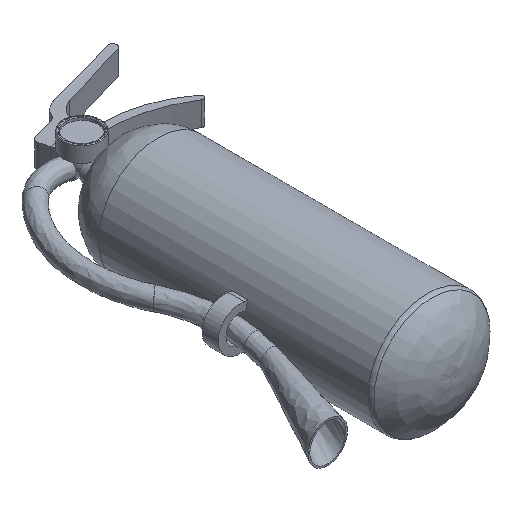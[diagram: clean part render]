
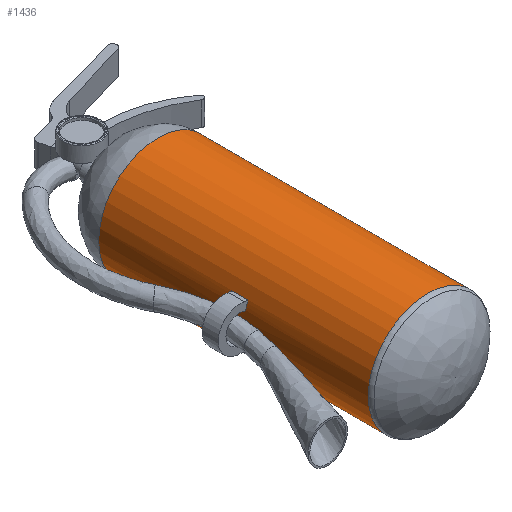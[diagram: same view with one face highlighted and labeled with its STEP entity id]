
A CAD part, isometric view. The second image highlights one B-rep face of the part: STEP entity #1436.
In plain terms, the highlighted cylindrical face has radius 37 mm (diameter 74 mm), a full revolution.
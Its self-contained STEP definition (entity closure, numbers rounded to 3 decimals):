
#42=CYLINDRICAL_SURFACE('',#1557,37.);
#86=CIRCLE('',#1558,37.);
#87=CIRCLE('',#1559,37.);
#88=CIRCLE('',#1560,37.);
#89=CIRCLE('',#1561,37.);
#90=CIRCLE('',#1562,37.);
#91=CIRCLE('',#1563,37.);
#92=CIRCLE('',#1564,37.);
#178=FACE_BOUND('',#313,.T.);
#179=FACE_BOUND('',#314,.T.);
#180=FACE_BOUND('',#315,.T.);
#181=FACE_BOUND('',#316,.T.);
#201=B_SPLINE_CURVE_WITH_KNOTS('',3,(#2248,#2249,#2250,#2251,#2252,#2253,
#2254,#2255,#2256,#2257,#2258,#2259,#2260,#2261,#2262,#2263,#2264,#2265,
#2266,#2267,#2268,#2269,#2270,#2271,#2272,#2273,#2274,#2275,#2276,#2277,
#2278,#2279,#2280,#2281,#2282,#2283,#2284,#2285,#2286,#2287,#2288,#2289),
 .UNSPECIFIED.,.T.,.F.,(4,2,2,2,2,2,2,2,2,2,2,2,2,2,2,2,2,2,2,2,4),(0.,
0.223,0.952,1.719,1.938,2.003,
2.032,2.054,2.076,2.107,2.162,
2.399,3.212,3.872,4.076,4.139,
4.173,4.2,4.229,4.27,4.309),
 .UNSPECIFIED.);
#225=FACE_OUTER_BOUND('',#312,.T.);
#312=EDGE_LOOP('',(#965));
#313=EDGE_LOOP('',(#966,#967));
#314=EDGE_LOOP('',(#968));
#315=EDGE_LOOP('',(#969,#970,#971,#972));
#316=EDGE_LOOP('',(#973,#974,#975,#976));
#421=LINE('',#2218,#501);
#425=LINE('',#2227,#505);
#429=LINE('',#2294,#509);
#430=LINE('',#2297,#510);
#501=VECTOR('',#1758,10.);
#505=VECTOR('',#1764,10.);
#509=VECTOR('',#1786,10.);
#510=VECTOR('',#1789,10.);
#592=VERTEX_POINT('',#2216);
#593=VERTEX_POINT('',#2217);
#596=VERTEX_POINT('',#2225);
#597=VERTEX_POINT('',#2226);
#603=VERTEX_POINT('',#2241);
#604=VERTEX_POINT('',#2243);
#605=VERTEX_POINT('',#2244);
#606=VERTEX_POINT('',#2247);
#607=VERTEX_POINT('',#2290);
#608=VERTEX_POINT('',#2291);
#609=VERTEX_POINT('',#2293);
#610=VERTEX_POINT('',#2295);
#742=EDGE_CURVE('',#592,#593,#421,.T.);
#746=EDGE_CURVE('',#596,#597,#425,.T.);
#753=EDGE_CURVE('',#603,#603,#86,.T.);
#754=EDGE_CURVE('',#604,#605,#87,.T.);
#755=EDGE_CURVE('',#605,#604,#88,.T.);
#756=EDGE_CURVE('',#606,#606,#201,.T.);
#757=EDGE_CURVE('',#607,#608,#89,.T.);
#758=EDGE_CURVE('',#608,#609,#429,.T.);
#759=EDGE_CURVE('',#609,#610,#90,.T.);
#760=EDGE_CURVE('',#610,#607,#430,.T.);
#761=EDGE_CURVE('',#597,#592,#91,.T.);
#762=EDGE_CURVE('',#593,#596,#92,.T.);
#965=ORIENTED_EDGE('',*,*,#753,.F.);
#966=ORIENTED_EDGE('',*,*,#754,.T.);
#967=ORIENTED_EDGE('',*,*,#755,.T.);
#968=ORIENTED_EDGE('',*,*,#756,.T.);
#969=ORIENTED_EDGE('',*,*,#757,.T.);
#970=ORIENTED_EDGE('',*,*,#758,.T.);
#971=ORIENTED_EDGE('',*,*,#759,.T.);
#972=ORIENTED_EDGE('',*,*,#760,.T.);
#973=ORIENTED_EDGE('',*,*,#761,.T.);
#974=ORIENTED_EDGE('',*,*,#742,.T.);
#975=ORIENTED_EDGE('',*,*,#762,.T.);
#976=ORIENTED_EDGE('',*,*,#746,.T.);
#1436=ADVANCED_FACE('',(#225,#178,#179,#180,#181),#42,.T.);
#1557=AXIS2_PLACEMENT_3D('',#2240,#1776,#1777);
#1558=AXIS2_PLACEMENT_3D('',#2242,#1778,#1779);
#1559=AXIS2_PLACEMENT_3D('',#2245,#1780,#1781);
#1560=AXIS2_PLACEMENT_3D('',#2246,#1782,#1783);
#1561=AXIS2_PLACEMENT_3D('',#2292,#1784,#1785);
#1562=AXIS2_PLACEMENT_3D('',#2296,#1787,#1788);
#1563=AXIS2_PLACEMENT_3D('',#2298,#1790,#1791);
#1564=AXIS2_PLACEMENT_3D('',#2299,#1792,#1793);
#1758=DIRECTION('',(0.,1.,0.));
#1764=DIRECTION('',(0.,-1.,0.));
#1776=DIRECTION('center_axis',(0.,-1.,0.));
#1777=DIRECTION('ref_axis',(1.,0.,0.));
#1778=DIRECTION('center_axis',(0.,-1.,0.));
#1779=DIRECTION('ref_axis',(-1.,0.,0.));
#1780=DIRECTION('center_axis',(0.,-1.,0.));
#1781=DIRECTION('ref_axis',(1.,0.,0.));
#1782=DIRECTION('center_axis',(0.,-1.,0.));
#1783=DIRECTION('ref_axis',(1.,0.,0.));
#1784=DIRECTION('center_axis',(0.,1.,0.));
#1785=DIRECTION('ref_axis',(1.,0.,0.));
#1786=DIRECTION('',(0.,-1.,0.));
#1787=DIRECTION('center_axis',(0.,-1.,0.));
#1788=DIRECTION('ref_axis',(1.,0.,0.));
#1789=DIRECTION('',(0.,1.,0.));
#1790=DIRECTION('center_axis',(0.,-1.,0.));
#1791=DIRECTION('ref_axis',(1.,0.,0.));
#1792=DIRECTION('center_axis',(0.,1.,0.));
#1793=DIRECTION('ref_axis',(1.,0.,0.));
#2216=CARTESIAN_POINT('',(-36.232,90.,7.5));
#2217=CARTESIAN_POINT('',(-36.232,100.,7.5));
#2218=CARTESIAN_POINT('',(-36.232,96.12,7.5));
#2225=CARTESIAN_POINT('',(-34.825,100.,12.5));
#2226=CARTESIAN_POINT('',(-34.825,90.,12.5));
#2227=CARTESIAN_POINT('',(-34.825,96.12,12.5));
#2240=CARTESIAN_POINT('Origin',(0.,96.12,0.));
#2241=CARTESIAN_POINT('',(37.,13.129,0.));
#2242=CARTESIAN_POINT('Origin',(0.,13.129,0.));
#2243=CARTESIAN_POINT('',(37.,180.577,0.));
#2244=CARTESIAN_POINT('',(0.,180.577,37.));
#2245=CARTESIAN_POINT('Origin',(0.,180.577,0.));
#2246=CARTESIAN_POINT('Origin',(0.,180.577,0.));
#2247=CARTESIAN_POINT('',(-36.988,105.777,0.935));
#2248=CARTESIAN_POINT('Ctrl Pts',(-36.988,105.777,0.935));
#2249=CARTESIAN_POINT('Ctrl Pts',(-36.978,105.152,1.339));
#2250=CARTESIAN_POINT('Ctrl Pts',(-36.965,104.248,1.618));
#2251=CARTESIAN_POINT('Ctrl Pts',(-36.932,101.643,2.302));
#2252=CARTESIAN_POINT('Ctrl Pts',(-36.909,98.849,2.596));
#2253=CARTESIAN_POINT('Ctrl Pts',(-36.904,92.862,2.663));
#2254=CARTESIAN_POINT('Ctrl Pts',(-36.926,89.754,2.407));
#2255=CARTESIAN_POINT('Ctrl Pts',(-36.961,86.842,1.712));
#2256=CARTESIAN_POINT('Ctrl Pts',(-36.975,85.801,1.426));
#2257=CARTESIAN_POINT('Ctrl Pts',(-36.99,84.861,0.853));
#2258=CARTESIAN_POINT('Ctrl Pts',(-36.994,84.633,0.684));
#2259=CARTESIAN_POINT('Ctrl Pts',(-36.998,84.412,0.39));
#2260=CARTESIAN_POINT('Ctrl Pts',(-36.999,84.356,0.289));
#2261=CARTESIAN_POINT('Ctrl Pts',(-37.,84.302,0.094));
#2262=CARTESIAN_POINT('Ctrl Pts',(-37.,84.295,0.006));
#2263=CARTESIAN_POINT('Ctrl Pts',(-37.,84.318,-0.171));
#2264=CARTESIAN_POINT('Ctrl Pts',(-36.999,84.346,-0.256));
#2265=CARTESIAN_POINT('Ctrl Pts',(-36.997,84.445,-0.445));
#2266=CARTESIAN_POINT('Ctrl Pts',(-36.996,84.525,-0.545));
#2267=CARTESIAN_POINT('Ctrl Pts',(-36.992,84.775,-0.794));
#2268=CARTESIAN_POINT('Ctrl Pts',(-36.988,84.98,-0.932));
#2269=CARTESIAN_POINT('Ctrl Pts',(-36.972,86.032,-1.528));
#2270=CARTESIAN_POINT('Ctrl Pts',(-36.955,87.285,-1.832));
#2271=CARTESIAN_POINT('Ctrl Pts',(-36.918,90.563,-2.514));
#2272=CARTESIAN_POINT('Ctrl Pts',(-36.9,93.998,-2.722));
#2273=CARTESIAN_POINT('Ctrl Pts',(-36.916,99.903,-2.492));
#2274=CARTESIAN_POINT('Ctrl Pts',(-36.94,102.354,-2.171));
#2275=CARTESIAN_POINT('Ctrl Pts',(-36.97,104.617,-1.494));
#2276=CARTESIAN_POINT('Ctrl Pts',(-36.981,105.37,-1.23));
#2277=CARTESIAN_POINT('Ctrl Pts',(-36.993,106.055,-0.74));
#2278=CARTESIAN_POINT('Ctrl Pts',(-36.996,106.22,-0.596));
#2279=CARTESIAN_POINT('Ctrl Pts',(-36.999,106.391,-0.338));
#2280=CARTESIAN_POINT('Ctrl Pts',(-36.999,106.437,-0.241));
#2281=CARTESIAN_POINT('Ctrl Pts',(-37.,106.477,-0.049));
#2282=CARTESIAN_POINT('Ctrl Pts',(-37.,106.478,0.038));
#2283=CARTESIAN_POINT('Ctrl Pts',(-36.999,106.444,0.217));
#2284=CARTESIAN_POINT('Ctrl Pts',(-36.999,106.408,0.302));
#2285=CARTESIAN_POINT('Ctrl Pts',(-36.997,106.291,0.499));
#2286=CARTESIAN_POINT('Ctrl Pts',(-36.995,106.196,0.604));
#2287=CARTESIAN_POINT('Ctrl Pts',(-36.992,105.997,0.784));
#2288=CARTESIAN_POINT('Ctrl Pts',(-36.99,105.888,0.864));
#2289=CARTESIAN_POINT('Ctrl Pts',(-36.988,105.777,0.935));
#2290=CARTESIAN_POINT('',(-34.649,100.,-12.979));
#2291=CARTESIAN_POINT('',(-35.428,100.,-10.671));
#2292=CARTESIAN_POINT('Origin',(0.,100.,0.));
#2293=CARTESIAN_POINT('',(-35.428,90.,-10.671));
#2294=CARTESIAN_POINT('',(-35.428,96.12,-10.671));
#2295=CARTESIAN_POINT('',(-34.649,90.,-12.979));
#2296=CARTESIAN_POINT('Origin',(0.,90.,0.));
#2297=CARTESIAN_POINT('',(-34.649,95.,-12.979));
#2298=CARTESIAN_POINT('Origin',(0.,90.,0.));
#2299=CARTESIAN_POINT('Origin',(0.,100.,0.));
